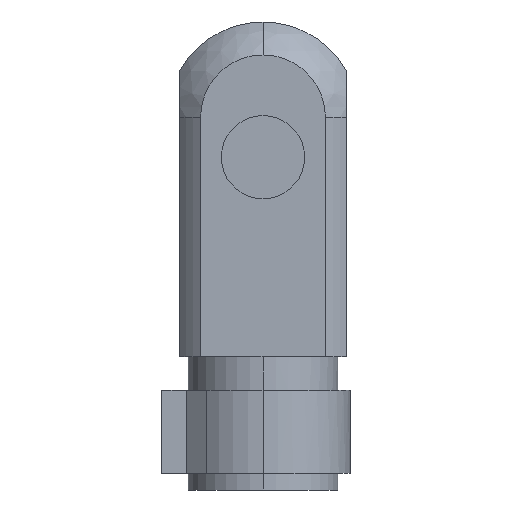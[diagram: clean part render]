
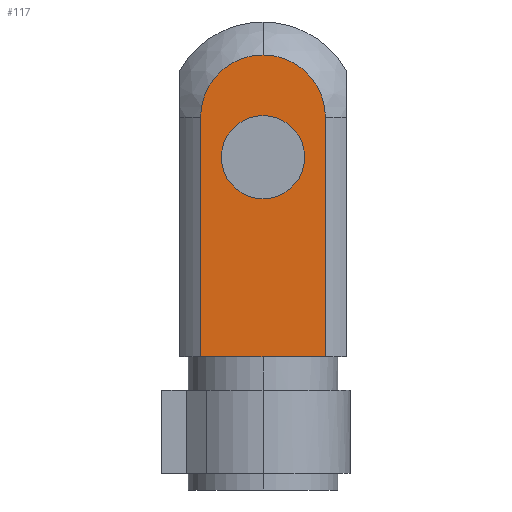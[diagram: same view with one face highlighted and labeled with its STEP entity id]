
A CAD part, left-side view. The second image highlights one B-rep face of the part: STEP entity #117.
In plain terms, the highlighted planar face has unit normal (-1, 0, 0).
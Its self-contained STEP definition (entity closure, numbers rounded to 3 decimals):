
#117=ADVANCED_FACE('',(#269,#270),#271,.F.);
#269=FACE_BOUND('',#424,.T.);
#270=FACE_OUTER_BOUND('',#425,.T.);
#271=PLANE('',#426);
#424=EDGE_LOOP('',(#1025,#1026));
#425=EDGE_LOOP('',(#1027,#1028,#1029,#1030,#1031));
#426=AXIS2_PLACEMENT_3D('',#1032,#1033,#1034);
#1025=ORIENTED_EDGE('',*,*,#1208,.T.);
#1026=ORIENTED_EDGE('',*,*,#1074,.T.);
#1027=ORIENTED_EDGE('',*,*,#1228,.F.);
#1028=ORIENTED_EDGE('',*,*,#1237,.F.);
#1029=ORIENTED_EDGE('',*,*,#1211,.F.);
#1030=ORIENTED_EDGE('',*,*,#1225,.F.);
#1031=ORIENTED_EDGE('',*,*,#1049,.F.);
#1032=CARTESIAN_POINT('',(-4.0,0.0,14.45));
#1033=DIRECTION('',(1.0,0.0,0.0));
#1034=DIRECTION('',(0.0,0.0,-1.0));
#1049=EDGE_CURVE('',#1250,#1244,#1252,.T.);
#1074=EDGE_CURVE('',#1294,#1298,#1300,.T.);
#1208=EDGE_CURVE('',#1298,#1294,#1518,.T.);
#1211=EDGE_CURVE('',#1521,#1522,#1523,.T.);
#1225=EDGE_CURVE('',#1244,#1521,#1546,.T.);
#1228=EDGE_CURVE('',#1550,#1250,#1551,.T.);
#1237=EDGE_CURVE('',#1522,#1550,#1563,.T.);
#1244=VERTEX_POINT('',#1572);
#1250=VERTEX_POINT('',#1578);
#1252=CIRCLE('',#1580,3.0);
#1294=VERTEX_POINT('',#1629);
#1298=VERTEX_POINT('',#1634);
#1300=CIRCLE('',#1637,2.0);
#1518=CIRCLE('',#1953,2.0);
#1521=VERTEX_POINT('',#1956);
#1522=VERTEX_POINT('',#1957);
#1523=LINE('',#1958,#1959);
#1546=CIRCLE('',#1987,3.0);
#1550=VERTEX_POINT('',#1991);
#1551=LINE('',#1992,#1993);
#1563=LINE('',#2012,#2013);
#1572=CARTESIAN_POINT('',(-4.0,0.,20.917));
#1578=CARTESIAN_POINT('',(-4.0,3.0,17.917));
#1580=AXIS2_PLACEMENT_3D('',#2038,#2039,#2040);
#1629=CARTESIAN_POINT('',(-4.0,0.,14.0));
#1634=CARTESIAN_POINT('',(-4.0,0.,18.0));
#1637=AXIS2_PLACEMENT_3D('',#2095,#2096,#2097);
#1953=AXIS2_PLACEMENT_3D('',#2301,#2302,#2303);
#1956=CARTESIAN_POINT('',(-4.0,-3.0,17.917));
#1957=CARTESIAN_POINT('',(-4.0,-3.0,6.4));
#1958=CARTESIAN_POINT('',(-4.0,-3.0,12.159));
#1959=VECTOR('',#2310,1.0);
#1987=AXIS2_PLACEMENT_3D('',#2340,#2341,#2342);
#1991=CARTESIAN_POINT('',(-4.0,3.0,6.4));
#1992=CARTESIAN_POINT('',(-4.0,3.0,12.159));
#1993=VECTOR('',#2349,1.0);
#2012=CARTESIAN_POINT('',(-4.0,0.0,6.4));
#2013=VECTOR('',#2360,1.0);
#2038=CARTESIAN_POINT('',(-4.0,0.0,17.917));
#2039=DIRECTION('',(1.0,0.0,0.0));
#2040=DIRECTION('',(0.0,0.0,-1.0));
#2095=CARTESIAN_POINT('',(-4.0,0.0,16.0));
#2096=DIRECTION('',(1.0,0.0,0.0));
#2097=DIRECTION('',(0.0,0.0,-1.0));
#2301=CARTESIAN_POINT('',(-4.0,0.0,16.0));
#2302=DIRECTION('',(1.0,0.0,0.0));
#2303=DIRECTION('',(0.0,0.0,-1.0));
#2310=DIRECTION('',(-0.0,-0.0,-1.0));
#2340=CARTESIAN_POINT('',(-4.0,0.0,17.917));
#2341=DIRECTION('',(1.0,0.0,0.0));
#2342=DIRECTION('',(0.0,0.0,-1.0));
#2349=DIRECTION('',(0.0,0.0,1.0));
#2360=DIRECTION('',(0.0,1.0,0.0));
